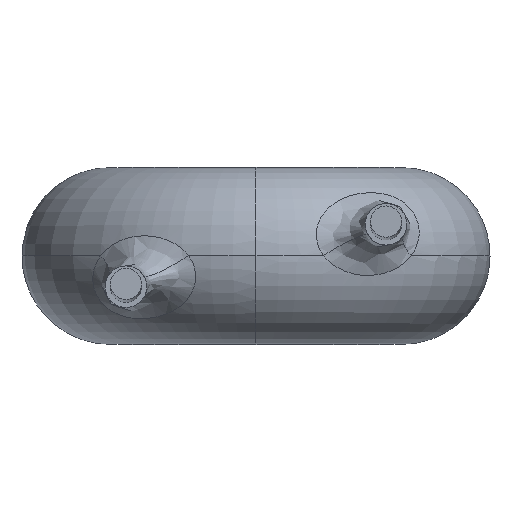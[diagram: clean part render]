
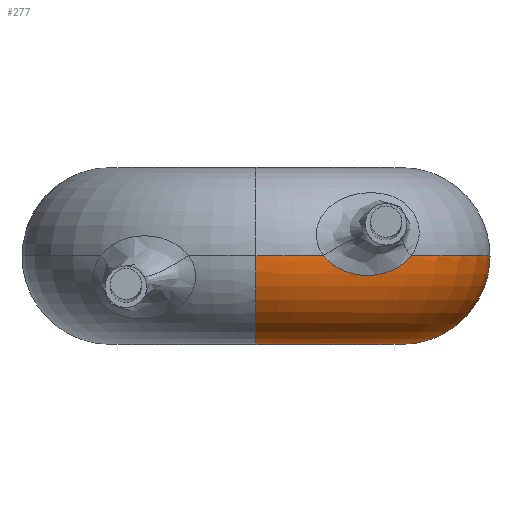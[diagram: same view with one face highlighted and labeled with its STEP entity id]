
A CAD part, top view. The second image highlights one B-rep face of the part: STEP entity #277.
In plain terms, the highlighted toroidal (fillet/blend) face has major radius 2.8 mm and minor radius 1.7 mm.
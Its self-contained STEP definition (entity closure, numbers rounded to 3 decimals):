
#7 = DIRECTION ( 'NONE',  ( -1., 0., 0. ) ) ;
#65 = FACE_OUTER_BOUND ( 'NONE', #927, .T. ) ;
#82 = CARTESIAN_POINT ( 'NONE',  ( 0., 0., -4.5 ) ) ;
#98 = CARTESIAN_POINT ( 'NONE',  ( 0., 0., 0. ) ) ;
#103 = CARTESIAN_POINT ( 'NONE',  ( 2.76, -0.221, 3.541 ) ) ;
#110 = DIRECTION ( 'NONE',  ( 0., -1., 0. ) ) ;
#145 = DIRECTION ( 'NONE',  ( 0., 1., 0. ) ) ;
#156 = CIRCLE ( 'NONE', #226, 2.8 ) ;
#172 = ORIENTED_EDGE ( 'NONE', *, *, #739, .T. ) ;
#186 = CARTESIAN_POINT ( 'NONE',  ( 2.013, -0.384, 3.979 ) ) ;
#192 = CARTESIAN_POINT ( 'NONE',  ( 2.479, -0.346, 3.718 ) ) ;
#205 = VERTEX_POINT ( 'NONE', #600 ) ;
#226 = AXIS2_PLACEMENT_3D ( 'NONE', #726, #816, #902 ) ;
#250 = CARTESIAN_POINT ( 'NONE',  ( 0., 0., 4.5 ) ) ;
#256 = CARTESIAN_POINT ( 'NONE',  ( 0., 0., 2.8 ) ) ;
#263 = CARTESIAN_POINT ( 'NONE',  ( 1.302, 0., 4.308 ) ) ;
#277 = ADVANCED_FACE ( 'NONE', ( #65 ), #445, .T. ) ;
#336 = DIRECTION ( 'NONE',  ( 1., 0., 0. ) ) ;
#341 = CARTESIAN_POINT ( 'NONE',  ( 2.984, 0., 3.369 ) ) ;
#352 = DIRECTION ( 'NONE',  ( 0., 0., 1. ) ) ;
#375 = ORIENTED_EDGE ( 'NONE', *, *, #757, .F. ) ;
#382 = CIRCLE ( 'NONE', #401, 4.5 ) ;
#401 = AXIS2_PLACEMENT_3D ( 'NONE', #98, #110, #352 ) ;
#407 = DIRECTION ( 'NONE',  ( 0., 0., -1. ) ) ;
#417 = ORIENTED_EDGE ( 'NONE', *, *, #847, .F. ) ;
#422 = DIRECTION ( 'NONE',  ( 0., 0., 1. ) ) ;
#438 = EDGE_CURVE ( 'NONE', #941, #722, #987, .T. ) ;
#445 = TOROIDAL_SURFACE ( 'NONE', #1019, 2.8, 1.7 ) ;
#490 = VERTEX_POINT ( 'NONE', #781 ) ;
#505 = CARTESIAN_POINT ( 'NONE',  ( 0., -1.7, 2.8 ) ) ;
#518 = AXIS2_PLACEMENT_3D ( 'NONE', #882, #336, #407 ) ;
#519 = ORIENTED_EDGE ( 'NONE', *, *, #522, .T. ) ;
#522 = EDGE_CURVE ( 'NONE', #490, #941, #797, .T. ) ;
#526 = CARTESIAN_POINT ( 'NONE',  ( 0., 0., 0. ) ) ;
#533 = DIRECTION ( 'NONE',  ( 0., -1., 0. ) ) ;
#567 = CARTESIAN_POINT ( 'NONE',  ( 2.888, -0.127, 3.453 ) ) ;
#585 = CARTESIAN_POINT ( 'NONE',  ( 1.409, -0.142, 4.275 ) ) ;
#600 = CARTESIAN_POINT ( 'NONE',  ( 1.302, 0., 4.308 ) ) ;
#605 = AXIS2_PLACEMENT_3D ( 'NONE', #256, #7, #422 ) ;
#625 = AXIS2_PLACEMENT_3D ( 'NONE', #942, #533, #703 ) ;
#650 = CARTESIAN_POINT ( 'NONE',  ( 2.325, -0.379, 3.807 ) ) ;
#657 = CARTESIAN_POINT ( 'NONE',  ( 1.552, -0.236, 4.211 ) ) ;
#703 = DIRECTION ( 'NONE',  ( 0., 0., 1. ) ) ;
#722 = VERTEX_POINT ( 'NONE', #341 ) ;
#726 = CARTESIAN_POINT ( 'NONE',  ( 0., -1.7, 0. ) ) ;
#739 = EDGE_CURVE ( 'NONE', #722, #205, #842, .T. ) ;
#746 = ORIENTED_EDGE ( 'NONE', *, *, #789, .T. ) ;
#757 = EDGE_CURVE ( 'NONE', #490, #809, #156, .T. ) ;
#781 = CARTESIAN_POINT ( 'NONE',  ( 0., -1.7, -2.8 ) ) ;
#789 = EDGE_CURVE ( 'NONE', #205, #917, #382, .T. ) ;
#797 = CIRCLE ( 'NONE', #518, 1.7 ) ;
#809 = VERTEX_POINT ( 'NONE', #505 ) ;
#813 = CIRCLE ( 'NONE', #605, 1.7 ) ;
#816 = DIRECTION ( 'NONE',  ( 0., -1., 0. ) ) ;
#842 = B_SPLINE_CURVE_WITH_KNOTS ( 'NONE', 3,
 ( #904, #567, #103, #192, #650, #186, #968, #657, #585, #263 ),
 .UNSPECIFIED., .F., .F.,
 ( 4, 2, 2, 2, 4 ),
 ( 0., 0.001, 0.001, 0.002, 0.002 ),
 .UNSPECIFIED. ) ;
#847 = EDGE_CURVE ( 'NONE', #809, #917, #813, .T. ) ;
#882 = CARTESIAN_POINT ( 'NONE',  ( 0., 0., -2.8 ) ) ;
#902 = DIRECTION ( 'NONE',  ( 0., 0., 1. ) ) ;
#904 = CARTESIAN_POINT ( 'NONE',  ( 2.984, 0., 3.369 ) ) ;
#917 = VERTEX_POINT ( 'NONE', #250 ) ;
#927 = EDGE_LOOP ( 'NONE', ( #375, #519, #957, #172, #746, #417 ) ) ;
#941 = VERTEX_POINT ( 'NONE', #82 ) ;
#942 = CARTESIAN_POINT ( 'NONE',  ( 0., 0., 0. ) ) ;
#957 = ORIENTED_EDGE ( 'NONE', *, *, #438, .T. ) ;
#968 = CARTESIAN_POINT ( 'NONE',  ( 1.854, -0.358, 4.063 ) ) ;
#987 = CIRCLE ( 'NONE', #625, 4.5 ) ;
#1002 = DIRECTION ( 'NONE',  ( 0., 0., 1. ) ) ;
#1019 = AXIS2_PLACEMENT_3D ( 'NONE', #526, #145, #1002 ) ;
